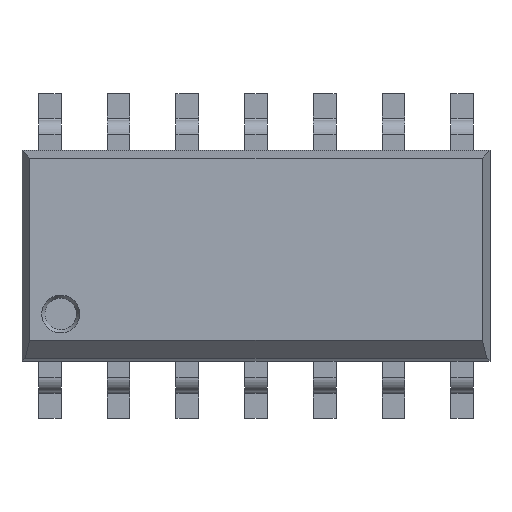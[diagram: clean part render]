
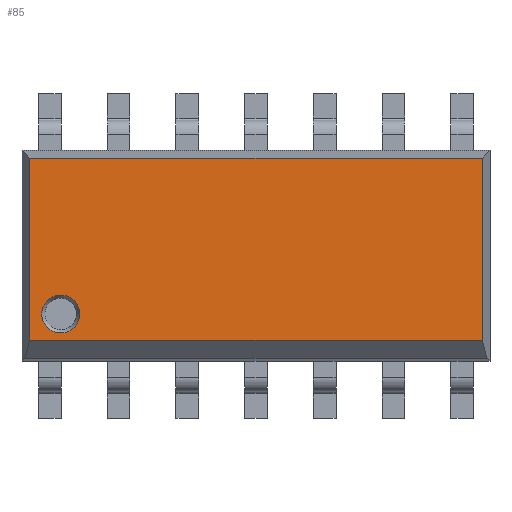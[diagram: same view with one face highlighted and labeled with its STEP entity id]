
A CAD part, top view. The second image highlights one B-rep face of the part: STEP entity #85.
In plain terms, the highlighted planar face has unit normal (0, 0, 1).
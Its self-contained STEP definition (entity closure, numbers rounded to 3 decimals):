
#85=ADVANCED_FACE('',(#1870,#1872),#1874,.T.);
#1870=FACE_BOUND('',#1871,.T.);
#1871=EDGE_LOOP('',(#3288,#3289,#3290,#3291));
#1872=FACE_BOUND('',#1873,.T.);
#1873=EDGE_LOOP('',(#3292));
#1874=PLANE('',#1875);
#1875=AXIS2_PLACEMENT_3D('',#1876,#1877,#1878);
#1876=CARTESIAN_POINT('',(0.635,-1.95,1.55));
#1877=DIRECTION('',(0.,-0.,1.));
#1878=DIRECTION('',(0.,1.,0.));
#3288=ORIENTED_EDGE('',*,*,#4360,.T.);
#3289=ORIENTED_EDGE('',*,*,#4357,.T.);
#3290=ORIENTED_EDGE('',*,*,#4361,.T.);
#3291=ORIENTED_EDGE('',*,*,#4349,.F.);
#3292=ORIENTED_EDGE('',*,*,#4362,.T.);
#4349=EDGE_CURVE('',#4886,#4888,#4889,.T.);
#4357=EDGE_CURVE('',#4895,#4902,#4904,.T.);
#4360=EDGE_CURVE('',#4886,#4895,#4907,.F.);
#4361=EDGE_CURVE('',#4902,#4888,#4908,.T.);
#4362=EDGE_CURVE('',#4909,#4909,#4910,.F.);
#4886=VERTEX_POINT('',#5779);
#4888=VERTEX_POINT('',#5783);
#4889=LINE('',#5784,#5785);
#4895=VERTEX_POINT('',#5798);
#4902=VERTEX_POINT('',#5811);
#4904=LINE('',#5815,#5816);
#4907=LINE('',#5824,#5825);
#4908=LINE('',#5827,#5828);
#4909=VERTEX_POINT('',#5830);
#4910=CIRCLE('',#5831,0.35);
#5779=CARTESIAN_POINT('',(-0.371,-1.563,1.55));
#5783=CARTESIAN_POINT('',(-0.371,1.806,1.55));
#5784=CARTESIAN_POINT('',(-0.371,-1.563,1.55));
#5785=VECTOR('',#5786,1.);
#5786=DIRECTION('',(0.,1.,0.));
#5798=CARTESIAN_POINT('',(7.991,-1.563,1.55));
#5811=CARTESIAN_POINT('',(7.991,1.806,1.55));
#5815=CARTESIAN_POINT('',(7.991,-1.563,1.55));
#5816=VECTOR('',#5817,1.);
#5817=DIRECTION('',(0.,1.,0.));
#5824=CARTESIAN_POINT('',(7.991,-1.563,1.55));
#5825=VECTOR('',#5826,1.);
#5826=DIRECTION('',(-1.,0.,0.));
#5827=CARTESIAN_POINT('',(7.991,1.806,1.55));
#5828=VECTOR('',#5829,1.);
#5829=DIRECTION('',(-1.,0.,0.));
#5830=CARTESIAN_POINT('',(0.55,-1.075,1.55));
#5831=AXIS2_PLACEMENT_3D('',#5832,#5833,#5834);
#5832=CARTESIAN_POINT('',(0.2,-1.075,1.55));
#5833=DIRECTION('',(0.,-0.,1.));
#5834=DIRECTION('',(1.,0.,0.));
